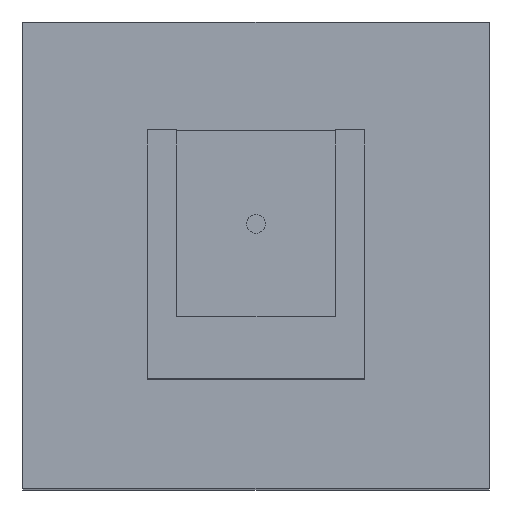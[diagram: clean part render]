
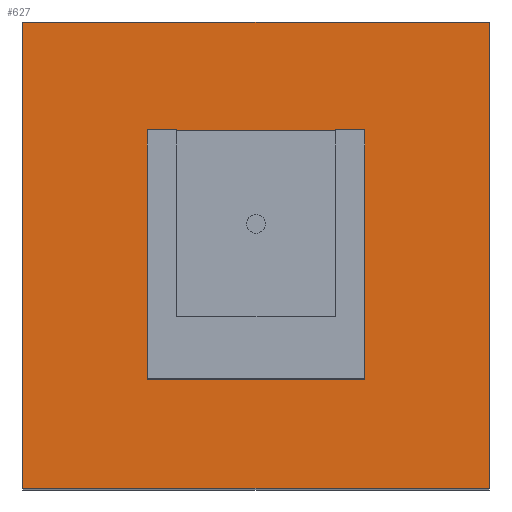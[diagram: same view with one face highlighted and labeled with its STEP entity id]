
A CAD part, top view. The second image highlights one B-rep face of the part: STEP entity #627.
In plain terms, the highlighted planar face has unit normal (0, 0, 1).
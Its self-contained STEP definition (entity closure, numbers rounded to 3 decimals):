
#24=FACE_BOUND('',#90,.T.);
#51=FACE_OUTER_BOUND('',#89,.T.);
#89=EDGE_LOOP('',(#519,#520,#521,#522));
#90=EDGE_LOOP('',(#523,#524,#525,#526));
#112=LINE('',#877,#192);
#121=LINE('',#894,#201);
#150=LINE('',#958,#230);
#153=LINE('',#964,#233);
#159=LINE('',#975,#239);
#160=LINE('',#977,#240);
#163=LINE('',#988,#243);
#164=LINE('',#989,#244);
#192=VECTOR('',#711,10.);
#201=VECTOR('',#722,10.);
#230=VECTOR('',#777,10.);
#233=VECTOR('',#782,10.);
#239=VECTOR('',#794,10.);
#240=VECTOR('',#797,10.);
#243=VECTOR('',#812,10.);
#244=VECTOR('',#813,10.);
#269=VERTEX_POINT('',#873);
#271=VERTEX_POINT('',#876);
#275=VERTEX_POINT('',#887);
#278=VERTEX_POINT('',#892);
#298=VERTEX_POINT('',#952);
#300=VERTEX_POINT('',#956);
#301=VERTEX_POINT('',#960);
#306=VERTEX_POINT('',#987);
#328=EDGE_CURVE('',#271,#269,#112,.T.);
#337=EDGE_CURVE('',#275,#278,#121,.T.);
#368=EDGE_CURVE('',#300,#298,#150,.T.);
#371=EDGE_CURVE('',#298,#301,#153,.T.);
#377=EDGE_CURVE('',#269,#275,#159,.T.);
#378=EDGE_CURVE('',#278,#271,#160,.T.);
#382=EDGE_CURVE('',#301,#306,#163,.T.);
#383=EDGE_CURVE('',#306,#300,#164,.T.);
#519=ORIENTED_EDGE('',*,*,#378,.T.);
#520=ORIENTED_EDGE('',*,*,#328,.T.);
#521=ORIENTED_EDGE('',*,*,#377,.T.);
#522=ORIENTED_EDGE('',*,*,#337,.T.);
#523=ORIENTED_EDGE('',*,*,#382,.F.);
#524=ORIENTED_EDGE('',*,*,#371,.F.);
#525=ORIENTED_EDGE('',*,*,#368,.F.);
#526=ORIENTED_EDGE('',*,*,#383,.F.);
#593=PLANE('',#679);
#627=ADVANCED_FACE('',(#51,#24),#593,.F.);
#679=AXIS2_PLACEMENT_3D('',#986,#810,#811);
#711=DIRECTION('',(0.,-1.,0.));
#722=DIRECTION('',(0.,1.,0.));
#777=DIRECTION('',(1.,0.,0.));
#782=DIRECTION('',(0.,1.,0.));
#794=DIRECTION('',(1.,0.,0.));
#797=DIRECTION('',(-1.,0.,0.));
#810=DIRECTION('center_axis',(0.,0.,-1.));
#811=DIRECTION('ref_axis',(-1.,0.,0.));
#812=DIRECTION('',(-1.,0.,0.));
#813=DIRECTION('',(0.,-1.,0.));
#873=CARTESIAN_POINT('',(-13.6,-6.8,87.1));
#876=CARTESIAN_POINT('',(-13.6,23.2,87.1));
#877=CARTESIAN_POINT('',(-13.6,23.2,87.1));
#887=CARTESIAN_POINT('',(16.4,-6.8,87.1));
#892=CARTESIAN_POINT('',(16.4,23.2,87.1));
#894=CARTESIAN_POINT('',(16.4,-6.8,87.1));
#952=CARTESIAN_POINT('',(8.4,0.2,87.1));
#956=CARTESIAN_POINT('',(-5.6,0.2,87.1));
#958=CARTESIAN_POINT('',(4.9,0.2,87.1));
#960=CARTESIAN_POINT('',(8.4,16.2,87.1));
#964=CARTESIAN_POINT('',(8.4,8.7,87.1));
#975=CARTESIAN_POINT('',(-13.6,-6.8,87.1));
#977=CARTESIAN_POINT('',(16.4,23.2,87.1));
#986=CARTESIAN_POINT('Origin',(1.4,8.2,87.1));
#987=CARTESIAN_POINT('',(-5.6,16.2,87.1));
#988=CARTESIAN_POINT('',(1.4,16.2,87.1));
#989=CARTESIAN_POINT('',(-5.6,8.7,87.1));
